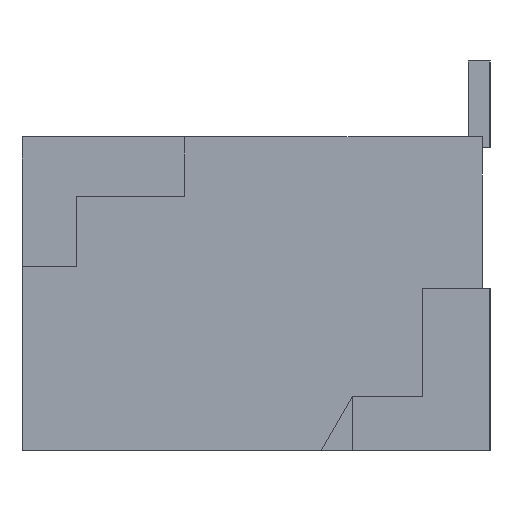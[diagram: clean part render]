
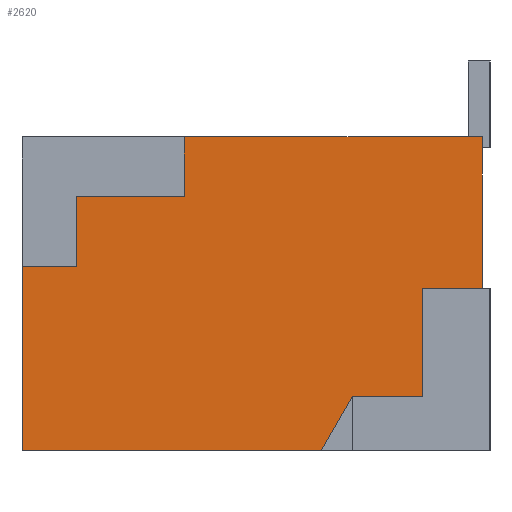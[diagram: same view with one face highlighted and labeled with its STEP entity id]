
A CAD part, left-side view. The second image highlights one B-rep face of the part: STEP entity #2620.
In plain terms, the highlighted planar face has unit normal (-1, 0, 0).
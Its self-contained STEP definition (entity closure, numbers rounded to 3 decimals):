
#108 = VERTEX_POINT ( 'NONE', #6162 ) ;
#218 = LINE ( 'NONE', #2482, #3938 ) ;
#219 = CARTESIAN_POINT ( 'NONE',  ( -8.5, 4.32, 1.45 ) ) ;
#336 = LINE ( 'NONE', #2599, #1207 ) ;
#339 = LINE ( 'NONE', #2602, #6716 ) ;
#412 = EDGE_CURVE ( 'NONE', #2227, #779, #218, .T. ) ;
#427 = EDGE_CURVE ( 'NONE', #1696, #2227, #823, .T. ) ;
#498 = EDGE_CURVE ( 'NONE', #108, #4038, #339, .T. ) ;
#650 = EDGE_CURVE ( 'NONE', #1696, #5059, #1680, .T. ) ;
#779 = VERTEX_POINT ( 'NONE', #2472 ) ;
#823 = LINE ( 'NONE', #3092, #4042 ) ;
#877 = CARTESIAN_POINT ( 'NONE',  ( -8.5, 4.32, -1.45 ) ) ;
#1052 = VERTEX_POINT ( 'NONE', #1704 ) ;
#1118 = CARTESIAN_POINT ( 'NONE',  ( -8.5, 1.559, -1.45 ) ) ;
#1207 = VECTOR ( 'NONE', #4822, 1000. ) ;
#1250 = CARTESIAN_POINT ( 'NONE',  ( -8.5, 3.82, 0.9 ) ) ;
#1254 = DIRECTION ( 'NONE',  ( 0., 0., -1. ) ) ;
#1519 = CARTESIAN_POINT ( 'NONE',  ( -8.5, 3.82, 0.9 ) ) ;
#1540 = EDGE_CURVE ( 'NONE', #4038, #1052, #4636, .T. ) ;
#1623 = ORIENTED_EDGE ( 'NONE', *, *, #498, .T. ) ;
#1666 = CARTESIAN_POINT ( 'NONE',  ( -8.5, 0.62, 0.05 ) ) ;
#1680 = LINE ( 'NONE', #3947, #5478 ) ;
#1694 = ORIENTED_EDGE ( 'NONE', *, *, #6829, .T. ) ;
#1696 = VERTEX_POINT ( 'NONE', #877 ) ;
#1704 = CARTESIAN_POINT ( 'NONE',  ( -8.5, 0.07, 1.45 ) ) ;
#1785 = LINE ( 'NONE', #4054, #5286 ) ;
#1813 = LINE ( 'NONE', #4079, #2628 ) ;
#1833 = DIRECTION ( 'NONE',  ( 0., 0., 1. ) ) ;
#1962 = EDGE_LOOP ( 'NONE', ( #2844, #4065, #1694, #1623, #2700, #2143, #4438, #3148, #6782, #2883, #3993, #4539 ) ) ;
#1976 = VECTOR ( 'NONE', #7286, 1000. ) ;
#2143 = ORIENTED_EDGE ( 'NONE', *, *, #6215, .F. ) ;
#2227 = VERTEX_POINT ( 'NONE', #1118 ) ;
#2242 = EDGE_CURVE ( 'NONE', #5455, #5059, #2820, .T. ) ;
#2331 = AXIS2_PLACEMENT_3D ( 'NONE', #219, #2484, #4724 ) ;
#2338 = EDGE_CURVE ( 'NONE', #2671, #2417, #4077, .T. ) ;
#2417 = VERTEX_POINT ( 'NONE', #5306 ) ;
#2472 = CARTESIAN_POINT ( 'NONE',  ( -8.5, 1.27, -0.95 ) ) ;
#2482 = CARTESIAN_POINT ( 'NONE',  ( -8.5, 1.27, -0.95 ) ) ;
#2484 = DIRECTION ( 'NONE',  ( 1., 0., 0. ) ) ;
#2557 = CARTESIAN_POINT ( 'NONE',  ( -8.5, 0.07, 0.05 ) ) ;
#2599 = CARTESIAN_POINT ( 'NONE',  ( -8.5, 0.62, -0.95 ) ) ;
#2602 = CARTESIAN_POINT ( 'NONE',  ( -8.5, 0.07, 0.05 ) ) ;
#2620 = ADVANCED_FACE ( 'NONE', ( #3056 ), #5247, .F. ) ;
#2628 = VECTOR ( 'NONE', #6270, 1000. ) ;
#2671 = VERTEX_POINT ( 'NONE', #6435 ) ;
#2700 = ORIENTED_EDGE ( 'NONE', *, *, #1540, .T. ) ;
#2820 = LINE ( 'NONE', #5021, #1976 ) ;
#2844 = ORIENTED_EDGE ( 'NONE', *, *, #412, .T. ) ;
#2860 = CARTESIAN_POINT ( 'NONE',  ( -8.5, 3.82, 0.25 ) ) ;
#2873 = VECTOR ( 'NONE', #3781, 1000. ) ;
#2883 = ORIENTED_EDGE ( 'NONE', *, *, #2242, .T. ) ;
#3056 = FACE_OUTER_BOUND ( 'NONE', #1962, .T. ) ;
#3092 = CARTESIAN_POINT ( 'NONE',  ( -8.5, 4.32, -1.45 ) ) ;
#3148 = ORIENTED_EDGE ( 'NONE', *, *, #6115, .T. ) ;
#3781 = DIRECTION ( 'NONE',  ( 0., 1., 0. ) ) ;
#3931 = DIRECTION ( 'NONE',  ( 0., 0., 1. ) ) ;
#3938 = VECTOR ( 'NONE', #4722, 1000. ) ;
#3947 = CARTESIAN_POINT ( 'NONE',  ( -8.5, 4.32, 1.45 ) ) ;
#3993 = ORIENTED_EDGE ( 'NONE', *, *, #650, .F. ) ;
#4038 = VERTEX_POINT ( 'NONE', #2557 ) ;
#4042 = VECTOR ( 'NONE', #5282, 1000. ) ;
#4054 = CARTESIAN_POINT ( 'NONE',  ( -8.5, 4.32, 1.45 ) ) ;
#4059 = EDGE_CURVE ( 'NONE', #779, #5010, #336, .T. ) ;
#4065 = ORIENTED_EDGE ( 'NONE', *, *, #4059, .T. ) ;
#4077 = LINE ( 'NONE', #6266, #4470 ) ;
#4079 = CARTESIAN_POINT ( 'NONE',  ( -8.5, 3.82, 0.25 ) ) ;
#4263 = EDGE_CURVE ( 'NONE', #5905, #5455, #1813, .T. ) ;
#4274 = CARTESIAN_POINT ( 'NONE',  ( -8.5, 4.32, 0.25 ) ) ;
#4438 = ORIENTED_EDGE ( 'NONE', *, *, #2338, .T. ) ;
#4470 = VECTOR ( 'NONE', #1254, 1000. ) ;
#4539 = ORIENTED_EDGE ( 'NONE', *, *, #427, .T. ) ;
#4636 = LINE ( 'NONE', #6855, #5814 ) ;
#4722 = DIRECTION ( 'NONE',  ( 0., -0.5, 0.866 ) ) ;
#4724 = DIRECTION ( 'NONE',  ( 0., 0., -1. ) ) ;
#4822 = DIRECTION ( 'NONE',  ( 0., -1., 0. ) ) ;
#4826 = DIRECTION ( 'NONE',  ( 0., -1., 0. ) ) ;
#5010 = VERTEX_POINT ( 'NONE', #6437 ) ;
#5021 = CARTESIAN_POINT ( 'NONE',  ( -8.5, 4.32, 0.25 ) ) ;
#5059 = VERTEX_POINT ( 'NONE', #4274 ) ;
#5247 = PLANE ( 'NONE',  #2331 ) ;
#5282 = DIRECTION ( 'NONE',  ( 0., -1., 0. ) ) ;
#5286 = VECTOR ( 'NONE', #6246, 1000. ) ;
#5306 = CARTESIAN_POINT ( 'NONE',  ( -8.5, 2.82, 0.9 ) ) ;
#5420 = VECTOR ( 'NONE', #3931, 1000. ) ;
#5455 = VERTEX_POINT ( 'NONE', #2860 ) ;
#5478 = VECTOR ( 'NONE', #6140, 1000. ) ;
#5814 = VECTOR ( 'NONE', #1833, 1000. ) ;
#5905 = VERTEX_POINT ( 'NONE', #1250 ) ;
#6115 = EDGE_CURVE ( 'NONE', #2417, #5905, #6526, .T. ) ;
#6140 = DIRECTION ( 'NONE',  ( 0., 0., 1. ) ) ;
#6162 = CARTESIAN_POINT ( 'NONE',  ( -8.5, 0.62, 0.05 ) ) ;
#6215 = EDGE_CURVE ( 'NONE', #2671, #1052, #1785, .T. ) ;
#6246 = DIRECTION ( 'NONE',  ( 0., -1., 0. ) ) ;
#6266 = CARTESIAN_POINT ( 'NONE',  ( -8.5, 2.82, 0.9 ) ) ;
#6270 = DIRECTION ( 'NONE',  ( 0., 0., -1. ) ) ;
#6435 = CARTESIAN_POINT ( 'NONE',  ( -8.5, 2.82, 1.45 ) ) ;
#6437 = CARTESIAN_POINT ( 'NONE',  ( -8.5, 0.62, -0.95 ) ) ;
#6526 = LINE ( 'NONE', #1519, #2873 ) ;
#6686 = LINE ( 'NONE', #1666, #5420 ) ;
#6716 = VECTOR ( 'NONE', #4826, 1000. ) ;
#6782 = ORIENTED_EDGE ( 'NONE', *, *, #4263, .T. ) ;
#6829 = EDGE_CURVE ( 'NONE', #5010, #108, #6686, .T. ) ;
#6855 = CARTESIAN_POINT ( 'NONE',  ( -8.5, 0.07, 1.45 ) ) ;
#7286 = DIRECTION ( 'NONE',  ( 0., 1., 0. ) ) ;
